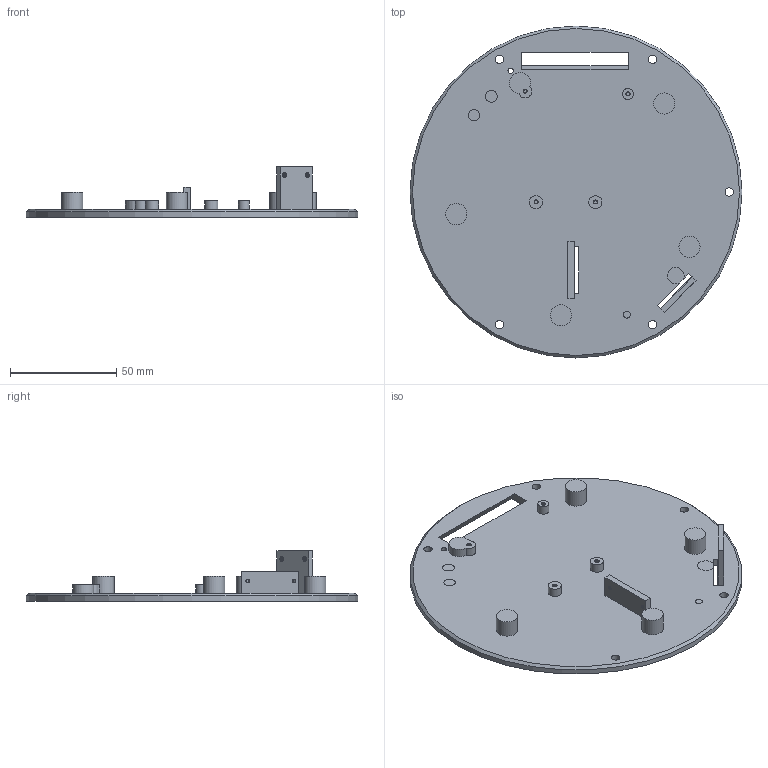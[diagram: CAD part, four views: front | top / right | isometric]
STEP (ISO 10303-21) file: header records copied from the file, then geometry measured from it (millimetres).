
FILE_DESCRIPTION(/* description */ (''),/* implementation_level */ '2;1');
FILE_NAME(/* name */ 'Housing_Bottom.step',/* time_stamp */ '2023-01-09T23:00:26+05:30',/* author */ (''),/* organization */ (''),/* preprocessor_version */ 'ST-DEVELOPER v19.2',/* originating_system */ 'Autodesk Translation Framework v11.17.0.187',/* authorisation */ '');
FILE_SCHEMA (('AUTOMOTIVE_DESIGN { 1 0 10303 214 3 1 1 }'));
Length unit declared in the file: millimetre
Products named in the file (1): Housing_Bottom
Bounding box: 156 x 156 x 23.59 mm (x, y, z)
Volume: 71058.4 mm3; surface area: 43352.2 mm2
Topology: 1 solids, 1 shells, 408 faces, 1158 edges, 773 vertices
Faces by surface type: cylinder 329, plane 44, bspline 34, cone 1
Full cylindrical faces by diameter (mm): 1.271 x6, 1.623 x20, 1.668 x4, 1.875 x4, 2.074 x8, 2.38 x2, 2.5 x1, 2.529 x34, 3.086 x19, 3.96 x5, 5.175 x1, 6.175 x2, 9.96 x4, 156 x1
Entity records: 32207 total; most frequent: CARTESIAN_POINT 22884, ORIENTED_EDGE 2316, DIRECTION 1312, EDGE_CURVE 1158, VERTEX_POINT 773, B_SPLINE_CURVE_WITH_KNOTS 686, AXIS2_PLACEMENT_3D 465, EDGE_LOOP 455
